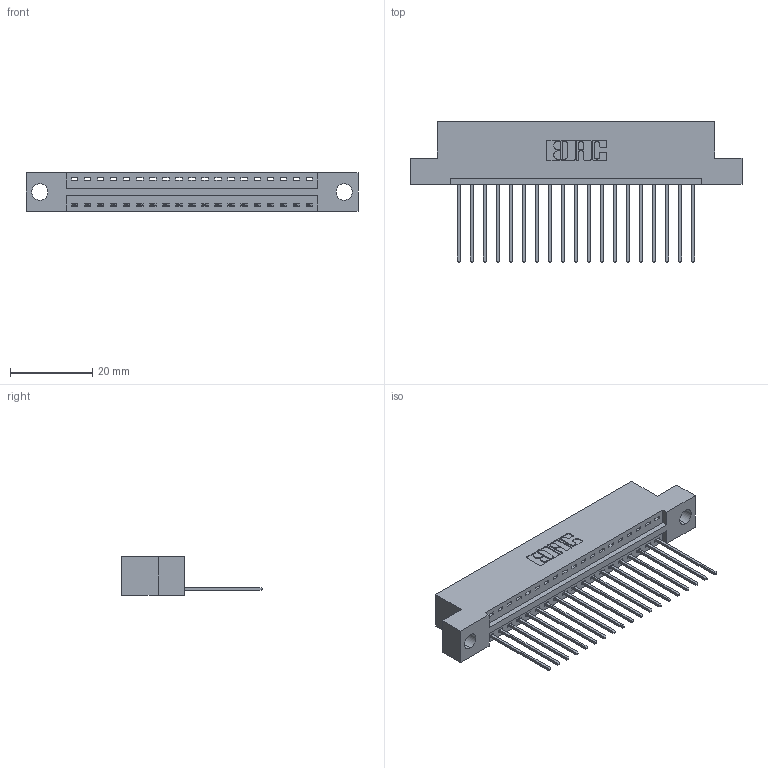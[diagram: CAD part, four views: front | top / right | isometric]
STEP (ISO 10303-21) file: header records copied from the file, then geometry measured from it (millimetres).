
FILE_DESCRIPTION (( 'STEP AP203' ), '1' );
FILE_NAME ('346-019-541-104.STEP', '2022-05-05T15:37:58', ( '' ), ( '' ), 'SwSTEP 2.0', 'SolidWorks 2020', '' );
FILE_SCHEMA (( 'CONFIG_CONTROL_DESIGN' ));
Length unit declared in the file: inch
Products named in the file (3): 346 Part_Flush Mounting Lugs - 0.156 Dia-TH; 345-292-001_345-293-141; 346-019-541-104
Assembly tree (20 placements, depth 2):
  346-019-541-104
    346 Part_Flush Mounting Lugs - 0.156 Dia-TH
    345-292-001_345-293-141  x19
Bounding box: 80.9 x 34.29 x 9.4 mm (x, y, z)
Volume: 7542.1 mm3; surface area: 9390.3 mm2
Topology: 20 solids, 20 shells, 1238 faces, 3709 edges, 2446 vertices
Faces by surface type: plane 850, cylinder 388
Entity records: 15325 total; most frequent: CARTESIAN_POINT 2643, ORIENTED_EDGE 2594, DIRECTION 2359, EDGE_CURVE 1297, LINE 1089, VECTOR 1089, VERTEX_POINT 862, AXIS2_PLACEMENT_3D 635
